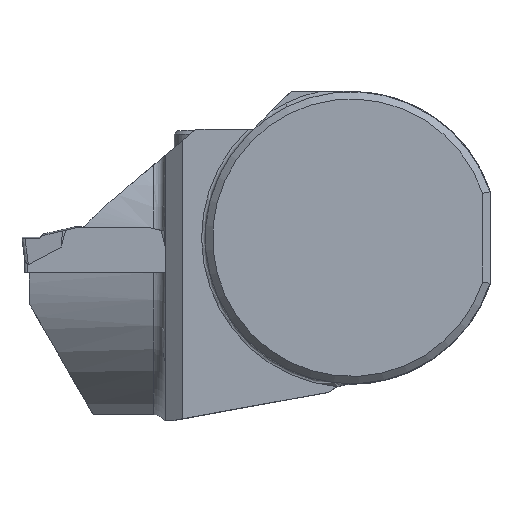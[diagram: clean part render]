
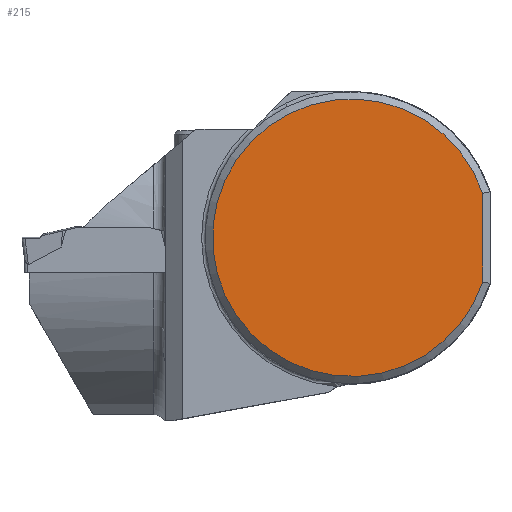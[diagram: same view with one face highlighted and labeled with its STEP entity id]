
A CAD part, top view. The second image highlights one B-rep face of the part: STEP entity #215.
In plain terms, the highlighted planar face has unit normal (0, 0, 1).
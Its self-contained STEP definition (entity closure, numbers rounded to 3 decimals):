
#155=PLANE('',#1725);
#215=ADVANCED_FACE('',(#314),#155,.F.);
#314=FACE_OUTER_BOUND('',#395,.T.);
#395=EDGE_LOOP('',(#853,#854));
#500=LINE('',#2467,#636);
#636=VECTOR('',#1947,1.);
#755=CIRCLE('',#1724,19.);
#853=ORIENTED_EDGE('',*,*,#1447,.F.);
#854=ORIENTED_EDGE('',*,*,#1448,.T.);
#1287=VERTEX_POINT('',#2468);
#1288=VERTEX_POINT('',#2469);
#1447=EDGE_CURVE('',#1287,#1288,#500,.T.);
#1448=EDGE_CURVE('',#1287,#1288,#755,.T.);
#1724=AXIS2_PLACEMENT_3D('',#2470,#1948,#1949);
#1725=AXIS2_PLACEMENT_3D('',#2471,#1950,#1951);
#1947=DIRECTION('',(0.,-1.,0.));
#1948=DIRECTION('',(0.,0.,1.));
#1949=DIRECTION('',(-1.,0.,0.));
#1950=DIRECTION('',(0.,0.,-1.));
#1951=DIRECTION('',(-1.,0.,0.));
#2467=CARTESIAN_POINT('',(18.,0.,0.325));
#2468=CARTESIAN_POINT('',(18.,6.083,0.325));
#2469=CARTESIAN_POINT('',(18.,-6.083,0.325));
#2470=CARTESIAN_POINT('',(0.,0.,0.325));
#2471=CARTESIAN_POINT('',(0.,0.,0.325));
